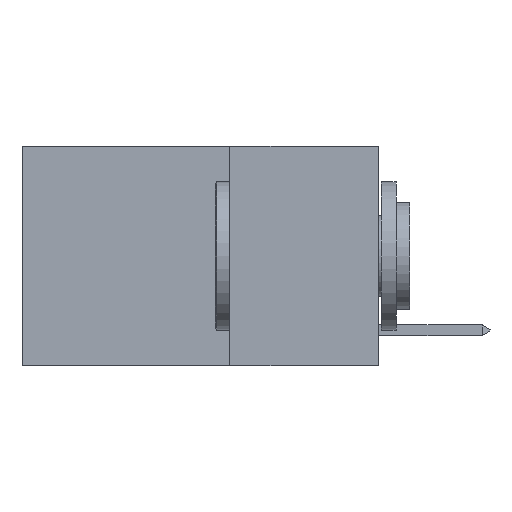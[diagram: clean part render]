
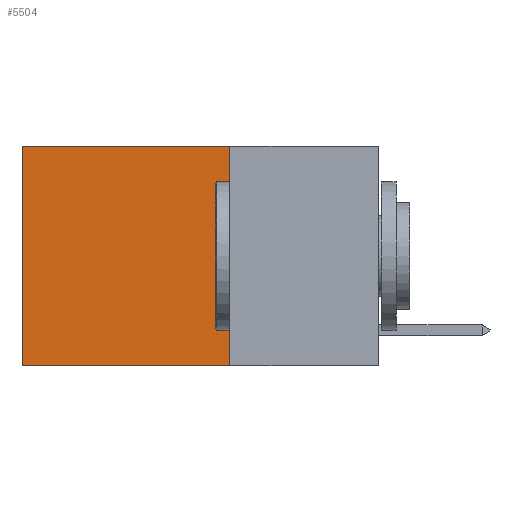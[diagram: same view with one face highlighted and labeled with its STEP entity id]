
A CAD part, left-side view. The second image highlights one B-rep face of the part: STEP entity #5504.
In plain terms, the highlighted planar face has unit normal (-1, 0, 0).
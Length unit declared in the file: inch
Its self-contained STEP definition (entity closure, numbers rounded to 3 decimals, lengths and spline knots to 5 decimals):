
#633 = VECTOR ( 'NONE', #10461, 39.37008 ) ;
#749 = VECTOR ( 'NONE', #9538, 39.37008 ) ;
#2214 = CARTESIAN_POINT ( 'NONE',  ( 0.2625, 0.25, 0. ) ) ;
#2877 = EDGE_CURVE ( 'NONE', #4629, #19517, #8513, .T. ) ;
#3739 = CARTESIAN_POINT ( 'NONE',  ( 0.2625, 0.25, 0. ) ) ;
#3897 = VERTEX_POINT ( 'NONE', #8979 ) ;
#4413 = CARTESIAN_POINT ( 'NONE',  ( 0.2625, 0.25, 0. ) ) ;
#4629 = VERTEX_POINT ( 'NONE', #13181 ) ;
#4660 = LINE ( 'NONE', #9967, #749 ) ;
#4715 = EDGE_CURVE ( 'NONE', #9813, #4629, #8172, .T. ) ;
#4847 = CARTESIAN_POINT ( 'NONE',  ( 0.2625, 0.6, 0. ) ) ;
#5504 = ADVANCED_FACE ( 'NONE', ( #17473 ), #11082, .F. ) ;
#8172 = LINE ( 'NONE', #21418, #17212 ) ;
#8426 = EDGE_CURVE ( 'NONE', #9813, #3897, #15662, .T. ) ;
#8513 = LINE ( 'NONE', #4847, #10377 ) ;
#8979 = CARTESIAN_POINT ( 'NONE',  ( 0.2625, 0.25, -0.37 ) ) ;
#9538 = DIRECTION ( 'NONE',  ( 0., 1., 0. ) ) ;
#9813 = VERTEX_POINT ( 'NONE', #4413 ) ;
#9967 = CARTESIAN_POINT ( 'NONE',  ( 0.2625, 0.25, -0.37 ) ) ;
#10377 = VECTOR ( 'NONE', #11672, 39.37008 ) ;
#10461 = DIRECTION ( 'NONE',  ( 0., 0., -1. ) ) ;
#11082 = PLANE ( 'NONE',  #21433 ) ;
#11638 = CARTESIAN_POINT ( 'NONE',  ( 0.2625, 0.6, -0.37 ) ) ;
#11672 = DIRECTION ( 'NONE',  ( 0., 0., -1. ) ) ;
#12624 = DIRECTION ( 'NONE',  ( 0., 0., -1. ) ) ;
#13181 = CARTESIAN_POINT ( 'NONE',  ( 0.2625, 0.6, 0. ) ) ;
#13247 = EDGE_LOOP ( 'NONE', ( #20641, #16150, #16201, #19197 ) ) ;
#15107 = DIRECTION ( 'NONE',  ( 0., 1., 0. ) ) ;
#15662 = LINE ( 'NONE', #2214, #633 ) ;
#16150 = ORIENTED_EDGE ( 'NONE', *, *, #18475, .F. ) ;
#16201 = ORIENTED_EDGE ( 'NONE', *, *, #8426, .F. ) ;
#17212 = VECTOR ( 'NONE', #15107, 39.37008 ) ;
#17473 = FACE_OUTER_BOUND ( 'NONE', #13247, .T. ) ;
#18475 = EDGE_CURVE ( 'NONE', #3897, #19517, #4660, .T. ) ;
#19197 = ORIENTED_EDGE ( 'NONE', *, *, #4715, .T. ) ;
#19517 = VERTEX_POINT ( 'NONE', #11638 ) ;
#20246 = DIRECTION ( 'NONE',  ( 1., 0., 0. ) ) ;
#20641 = ORIENTED_EDGE ( 'NONE', *, *, #2877, .T. ) ;
#21418 = CARTESIAN_POINT ( 'NONE',  ( 0.2625, 0.25, 0. ) ) ;
#21433 = AXIS2_PLACEMENT_3D ( 'NONE', #3739, #20246, #12624 ) ;
